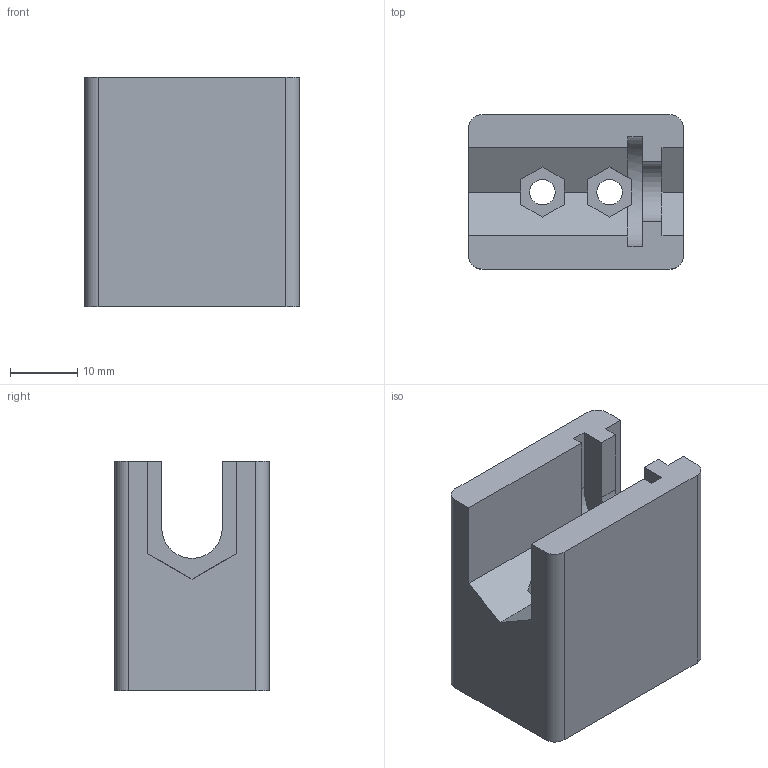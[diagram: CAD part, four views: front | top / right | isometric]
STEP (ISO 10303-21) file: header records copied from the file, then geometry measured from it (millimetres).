
FILE_DESCRIPTION(/* description */ ('Cycl_antiBacklashY'),/* implementation_level */ '2;1');
FILE_NAME(/* name */ 'G004157_Cycl_antiBacklashY.stp',/* time_stamp */ '2015-09-04T18:31:59+02:00',/* author */ ('jnazabal'),/* organization */ (''),/* preprocessor_version */ 'ST-DEVELOPER v15.6',/* originating_system */ 'Autodesk Inventor 2015',/* authorisation */ '');
FILE_SCHEMA (('AUTOMOTIVE_DESIGN { 1 0 10303 214 3 1 1 }'));
Length unit declared in the file: millimetre
Products named in the file (1): G004157_Cycl_antiBacklashY
Bounding box: 32 x 23 x 34.25 mm (x, y, z)
Volume: 17675.3 mm3; surface area: 6518 mm2
Topology: 1 solids, 1 shells, 45 faces, 129 edges, 86 vertices
Faces by surface type: plane 37, cylinder 8
Full cylindrical faces by diameter (mm): 3.78 x2
Entity records: 1485 total; most frequent: CARTESIAN_POINT 259, ORIENTED_EDGE 254, DIRECTION 239, EDGE_CURVE 127, LINE 107, VECTOR 107, VERTEX_POINT 86, AXIS2_PLACEMENT_3D 66
